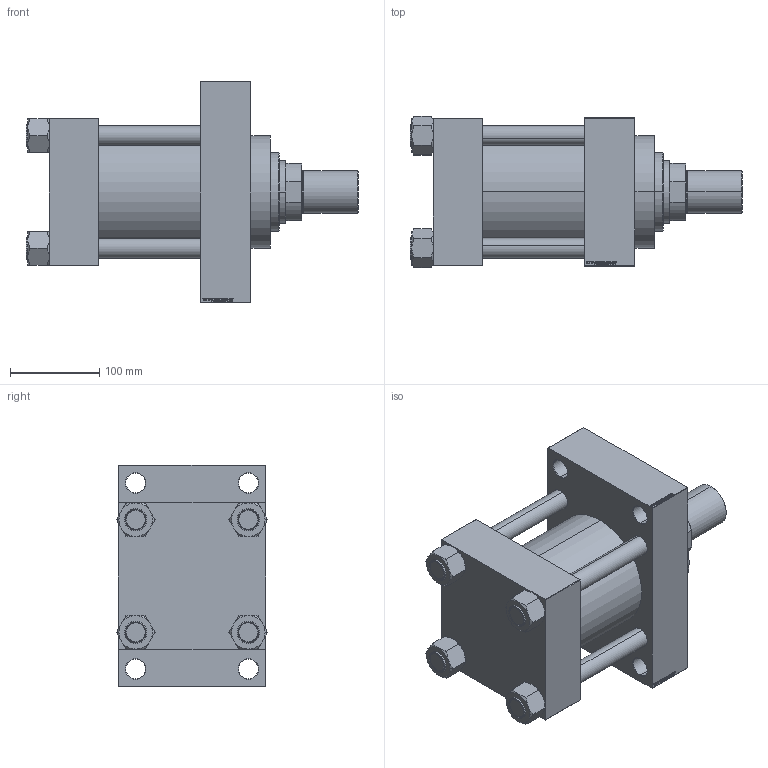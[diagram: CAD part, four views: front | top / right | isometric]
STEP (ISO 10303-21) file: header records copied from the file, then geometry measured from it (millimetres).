
FILE_DESCRIPTION (( 'STEP AP203' ), '1' );
FILE_NAME ('2445.STEP', '2025-10-23T10:05:12', ( '' ), ( '' ), 'SwSTEP 2.0', 'SolidWorks 2019', '' );
FILE_SCHEMA (( 'CONFIG_CONTROL_DESIGN' ));
Length unit declared in the file: millimetre
Products named in the file (7): NUT_M5_D 072d2d170b7c09e4a4b66cb7957ffd18; 2445; V215_VC_A 072d2d170b7c09e4a4b66cb7957ffd18; V215CR_VCP_D 072d2d170b7c09e4a4b66cb7957ffd18; ROD_END_AH 072d2d170b7c09e4a4b66cb7957ffd18; V215CR_D_TYCINKA 072d2d170b7c09e4a4b66cb7957ffd18; V215CR_D_Body 072d2d170b7c09e4a4b66cb7957ffd18
Assembly tree (12 placements, depth 2):
  2445
    V215CR_D_Body 072d2d170b7c09e4a4b66cb7957ffd18
    V215CR_VCP_D 072d2d170b7c09e4a4b66cb7957ffd18
    NUT_M5_D 072d2d170b7c09e4a4b66cb7957ffd18  x4
    V215CR_D_TYCINKA 072d2d170b7c09e4a4b66cb7957ffd18  x4
    V215_VC_A 072d2d170b7c09e4a4b66cb7957ffd18
    ROD_END_AH 072d2d170b7c09e4a4b66cb7957ffd18
Bounding box: 371 x 169.14 x 247 mm (x, y, z)
Volume: 5357403.4 mm3; surface area: 590275 mm2
Topology: 12 solids, 12 shells, 1163 faces, 2932 edges, 1905 vertices
Faces by surface type: plane 548, bspline 368, cone 146, cylinder 91, torus 10
Entity records: 48171 total; most frequent: CARTESIAN_POINT 25282, ORIENTED_EDGE 5128, DIRECTION 3332, EDGE_CURVE 2564, VERTEX_POINT 1683, VECTOR 1534, LINE 1534, EDGE_LOOP 1139
